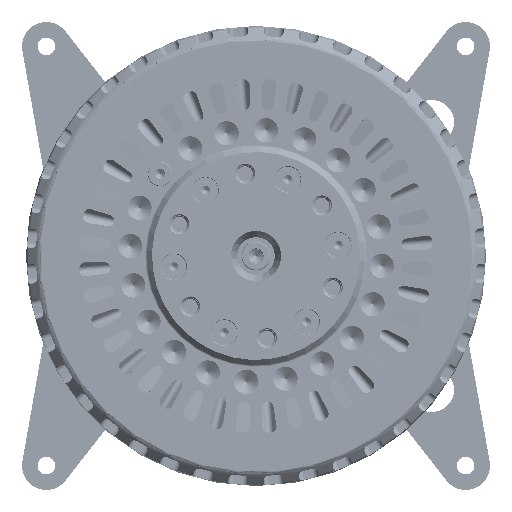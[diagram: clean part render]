
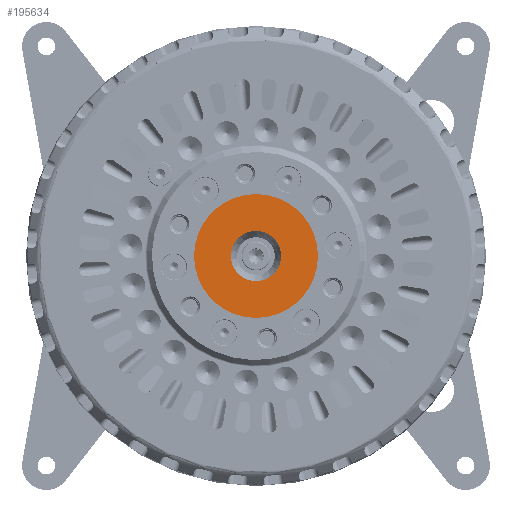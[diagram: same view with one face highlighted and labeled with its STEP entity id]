
A CAD part, left-side view. The second image highlights one B-rep face of the part: STEP entity #195634.
In plain terms, the highlighted planar face has unit normal (-1, 0, 0).
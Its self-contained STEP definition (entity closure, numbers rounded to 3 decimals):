
#17520 = FACE_BOUND ( 'NONE', #28180, .T. ) ;
#25498 = EDGE_CURVE ( 'NONE', #163819, #163819, #97217, .T. ) ;
#27728 = AXIS2_PLACEMENT_3D ( 'NONE', #183317, #200508, #219160 ) ;
#27770 = DIRECTION ( 'NONE',  ( 0., -0.383, 0.924 ) ) ;
#28180 = EDGE_LOOP ( 'NONE', ( #220754 ) ) ;
#31802 = CARTESIAN_POINT ( 'NONE',  ( -11.9, -10.811, 26.1 ) ) ;
#47186 = DIRECTION ( 'NONE',  ( -1., 0., 0. ) ) ;
#70977 = AXIS2_PLACEMENT_3D ( 'NONE', #76818, #132835, #96317 ) ;
#75422 = CIRCLE ( 'NONE', #118411, 28.25 ) ;
#76818 = CARTESIAN_POINT ( 'NONE',  ( -11.9, 26.1, 10.811 ) ) ;
#88457 = VERTEX_POINT ( 'NONE', #31802 ) ;
#88567 = EDGE_CURVE ( 'NONE', #88457, #88457, #75422, .T. ) ;
#96317 = DIRECTION ( 'NONE',  ( 0., 0.383, -0.924 ) ) ;
#97217 = CIRCLE ( 'NONE', #27728, 11.329 ) ;
#98839 = FACE_OUTER_BOUND ( 'NONE', #195849, .T. ) ;
#118411 = AXIS2_PLACEMENT_3D ( 'NONE', #195028, #47186, #27770 ) ;
#132835 = DIRECTION ( 'NONE',  ( 1., 0., 0. ) ) ;
#157764 = CARTESIAN_POINT ( 'NONE',  ( -11.9, -4.335, 10.467 ) ) ;
#162753 = ORIENTED_EDGE ( 'NONE', *, *, #88567, .T. ) ;
#163819 = VERTEX_POINT ( 'NONE', #157764 ) ;
#183317 = CARTESIAN_POINT ( 'NONE',  ( -11.9, 0., 0. ) ) ;
#187997 = PLANE ( 'NONE',  #70977 ) ;
#195028 = CARTESIAN_POINT ( 'NONE',  ( -11.9, 0., 0. ) ) ;
#195634 = ADVANCED_FACE ( 'NONE', ( #17520, #98839 ), #187997, .F. ) ;
#195849 = EDGE_LOOP ( 'NONE', ( #162753 ) ) ;
#200508 = DIRECTION ( 'NONE',  ( -1., 0., 0. ) ) ;
#219160 = DIRECTION ( 'NONE',  ( 0., -0.383, 0.924 ) ) ;
#220754 = ORIENTED_EDGE ( 'NONE', *, *, #25498, .F. ) ;
